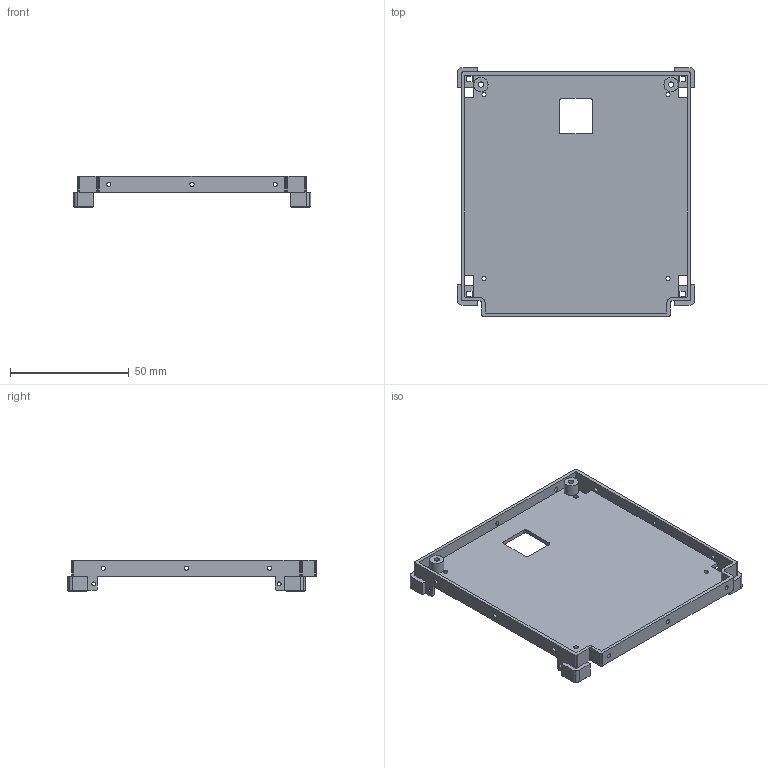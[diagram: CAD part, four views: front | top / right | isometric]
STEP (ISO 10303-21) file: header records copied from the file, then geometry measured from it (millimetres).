
FILE_DESCRIPTION(('STEP AP214'),'1');
FILE_NAME('-Z Plate Rev B.stp','2020-12-18T06:18:28',(' '),(' '),'Spatial InterOp 3D',' ',' ');
FILE_SCHEMA(('AUTOMOTIVE_DESIGN { 1 0 10303 214 1 1 1 1 }'));
Length unit declared in the file: metre
Products named in the file (1): Solid
Bounding box: 100 x 104.7 x 13.1 mm (x, y, z)
Volume: 19544.7 mm3; surface area: 25645.6 mm2
Topology: 1 solids, 1 shells, 218 faces, 639 edges, 416 vertices
Faces by surface type: plane 110, cylinder 100, cone 8
Entity records: 7404 total; most frequent: DIRECTION 1289, ORIENTED_EDGE 1278, CARTESIAN_POINT 1274, EDGE_CURVE 639, AXIS2_PLACEMENT_3D 431, LINE 427, VECTOR 427, VERTEX_POINT 416
